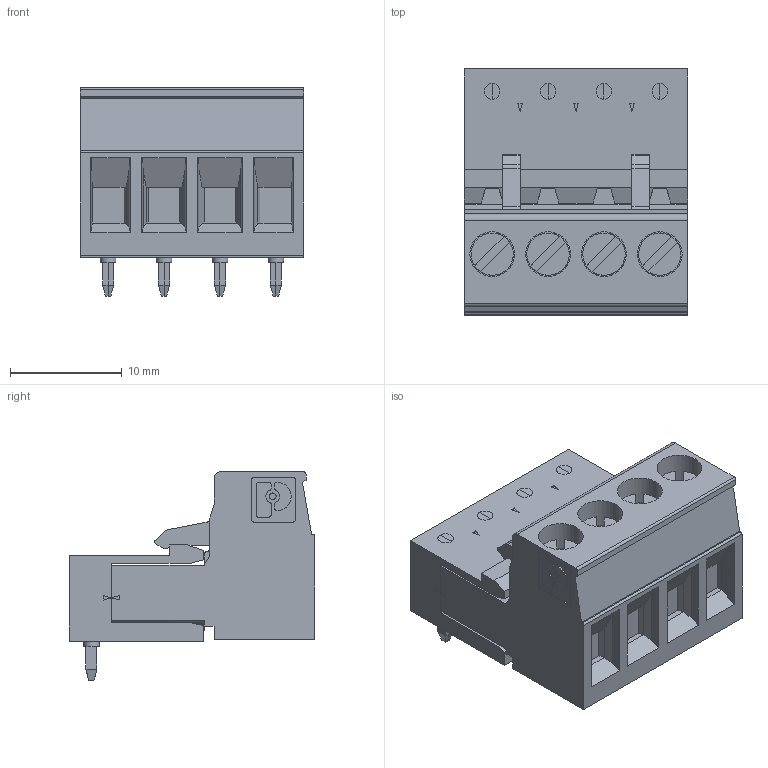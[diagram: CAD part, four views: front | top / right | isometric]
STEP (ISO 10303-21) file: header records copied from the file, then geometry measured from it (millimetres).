
FILE_DESCRIPTION(/* description */ (''),/* implementation_level */ '2;1');
FILE_NAME(/* name */ '17544-78_81.step',/* time_stamp */ '2017-11-24T19:19:28-05:00',/* author */ ('xdmattz'),/* organization */ (''),/* preprocessor_version */ 'ST-DEVELOPER v16.13',/* originating_system */ 'Autodesk Translation Framework v6.5.0.72',/* authorisation */ '');
FILE_SCHEMA (('AUTOMOTIVE_DESIGN { 1 0 10303 214 3 1 1 }'));
Length unit declared in the file: millimetre
Products named in the file (7): 17544-78_81; 1754478_04 v1; mstb_2; Component6; 1754481_04 v1; mstb_2 (1); Component5
Assembly tree (6 placements, depth 4):
  17544-78_81
    1754478_04 v1
      mstb_2
        Component6
    1754481_04 v1
      mstb_2 (1)
        Component5
Bounding box: 20 x 22 x 18.65 mm (x, y, z)
Volume: 4326 mm3; surface area: 3636.7 mm2
Topology: 2 solids, 2 shells, 596 faces, 1419 edges, 879 vertices
Faces by surface type: plane 509, cylinder 83, cone 4
Full cylindrical faces by diameter (mm): 0.434 x1, 0.609 x1, 1.4 x8, 2.8 x6, 3.783 x4, 4 x4
Entity records: 17653 total; most frequent: DIRECTION 2926, CARTESIAN_POINT 2923, ORIENTED_EDGE 2838, EDGE_CURVE 1419, LINE 1114, VECTOR 1114, AXIS2_PLACEMENT_3D 906, VERTEX_POINT 879
